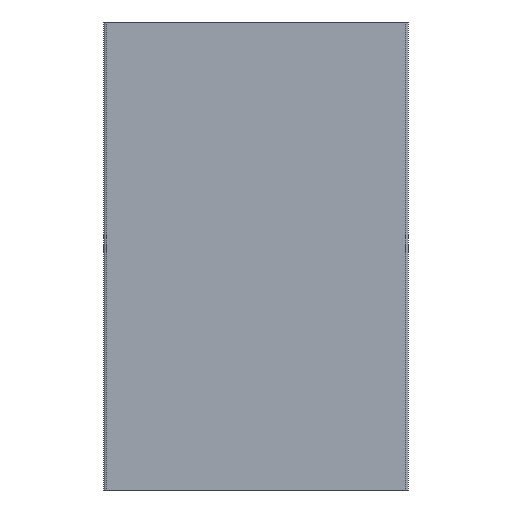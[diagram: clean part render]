
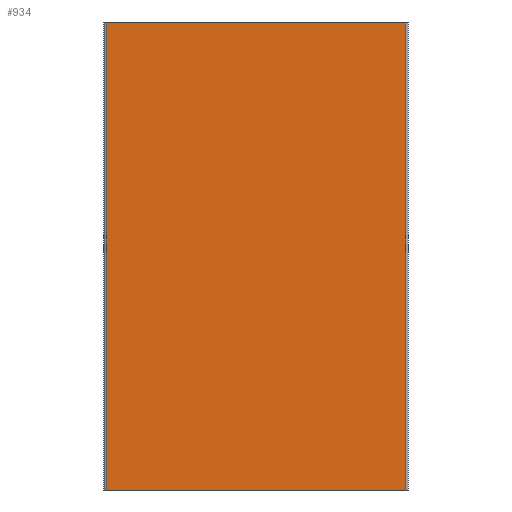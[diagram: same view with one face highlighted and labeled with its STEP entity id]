
A CAD part, front view. The second image highlights one B-rep face of the part: STEP entity #934.
In plain terms, the highlighted planar face has unit normal (0, -1, 0).
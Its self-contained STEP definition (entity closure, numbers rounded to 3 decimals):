
#50=PLANE('',#1101);
#98=FACE_OUTER_BOUND('',#147,.T.);
#147=EDGE_LOOP('',(#852,#853,#854,#855));
#160=LINE('',#1444,#241);
#199=LINE('',#1576,#280);
#203=LINE('',#1584,#284);
#217=LINE('',#1648,#298);
#241=VECTOR('',#1144,10.);
#280=VECTOR('',#1279,10.);
#284=VECTOR('',#1287,10.);
#298=VECTOR('',#1345,10.);
#377=VERTEX_POINT('',#1440);
#379=VERTEX_POINT('',#1443);
#421=VERTEX_POINT('',#1569);
#424=VERTEX_POINT('',#1574);
#471=EDGE_CURVE('',#379,#377,#160,.T.);
#537=EDGE_CURVE('',#424,#421,#199,.T.);
#541=EDGE_CURVE('',#421,#377,#203,.T.);
#575=EDGE_CURVE('',#424,#379,#217,.T.);
#852=ORIENTED_EDGE('',*,*,#537,.F.);
#853=ORIENTED_EDGE('',*,*,#575,.T.);
#854=ORIENTED_EDGE('',*,*,#471,.T.);
#855=ORIENTED_EDGE('',*,*,#541,.F.);
#934=ADVANCED_FACE('',(#98),#50,.T.);
#1101=AXIS2_PLACEMENT_3D('',#1677,#1389,#1390);
#1144=DIRECTION('',(0.,0.,-1.));
#1279=DIRECTION('',(0.,0.,-1.));
#1287=DIRECTION('',(-1.,0.,0.));
#1345=DIRECTION('',(-1.,0.,0.));
#1389=DIRECTION('center_axis',(0.,-1.,0.));
#1390=DIRECTION('ref_axis',(1.,0.,0.));
#1440=CARTESIAN_POINT('',(-32.,-16.,-3000.));
#1443=CARTESIAN_POINT('',(-32.,-16.,-2900.));
#1444=CARTESIAN_POINT('',(-32.,-16.,0.));
#1569=CARTESIAN_POINT('',(32.,-16.,-3000.));
#1574=CARTESIAN_POINT('',(32.,-16.,-2900.));
#1576=CARTESIAN_POINT('',(32.,-16.,0.));
#1584=CARTESIAN_POINT('',(32.5,-16.,-3000.));
#1648=CARTESIAN_POINT('',(-32.5,-16.,-2900.));
#1677=CARTESIAN_POINT('Origin',(0.,-16.,0.));
